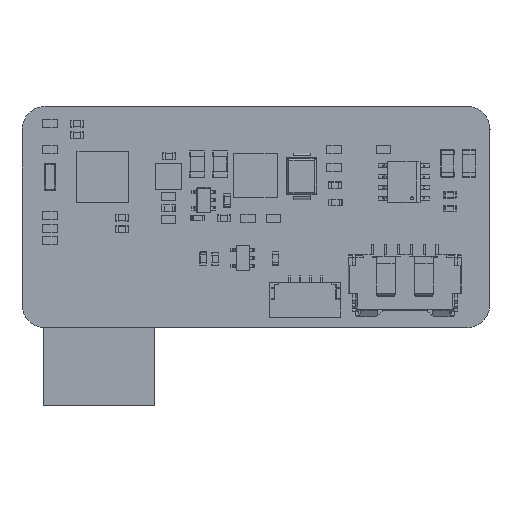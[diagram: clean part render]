
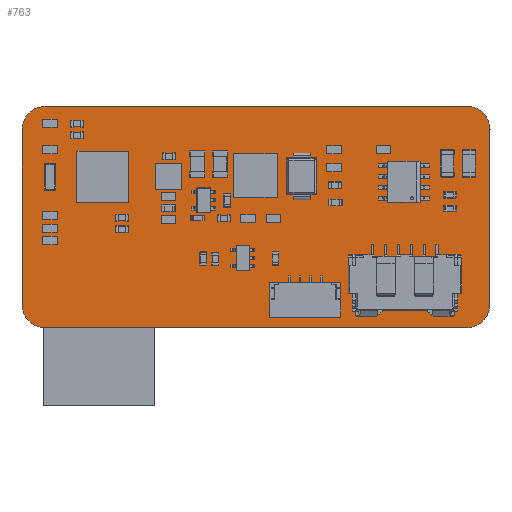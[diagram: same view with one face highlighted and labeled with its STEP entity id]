
A CAD part, top view. The second image highlights one B-rep face of the part: STEP entity #763.
In plain terms, the highlighted planar face has unit normal (0, 0, 1).
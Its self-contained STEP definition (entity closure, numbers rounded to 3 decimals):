
#228 = VERTEX_POINT('',#229);
#229 = CARTESIAN_POINT('',(73.311,29.261,0.411));
#235 = EDGE_CURVE('',#228,#236,#238,.T.);
#236 = VERTEX_POINT('',#237);
#237 = CARTESIAN_POINT('',(76.061,26.511,0.411));
#238 = CIRCLE('',#239,2.748);
#239 = AXIS2_PLACEMENT_3D('',#240,#241,#242);
#240 = CARTESIAN_POINT('',(76.059,29.259,0.411));
#241 = DIRECTION('',(0.,0.,1.));
#242 = DIRECTION('',(-1.,0.001,0.));
#268 = EDGE_CURVE('',#236,#269,#271,.T.);
#269 = VERTEX_POINT('',#270);
#270 = CARTESIAN_POINT('',(76.127,26.52,0.411));
#271 = CIRCLE('',#272,0.225);
#272 = AXIS2_PLACEMENT_3D('',#273,#274,#275);
#273 = CARTESIAN_POINT('',(76.064,26.736,0.411));
#274 = DIRECTION('',(0.,0.,1.));
#275 = DIRECTION('',(-0.013,-1.,0.));
#301 = EDGE_CURVE('',#269,#302,#304,.T.);
#302 = VERTEX_POINT('',#303);
#303 = CARTESIAN_POINT('',(125.292,26.521,0.411));
#304 = LINE('',#305,#306);
#305 = CARTESIAN_POINT('',(76.127,26.52,0.411));
#306 = VECTOR('',#307,1.);
#307 = DIRECTION('',(1.,0.,0.));
#332 = EDGE_CURVE('',#302,#333,#335,.T.);
#333 = VERTEX_POINT('',#334);
#334 = CARTESIAN_POINT('',(128.018,29.184,0.411));
#335 = CIRCLE('',#336,2.751);
#336 = AXIS2_PLACEMENT_3D('',#337,#338,#339);
#337 = CARTESIAN_POINT('',(125.269,29.271,0.411));
#338 = DIRECTION('',(0.,0.,1.));
#339 = DIRECTION('',(0.008,-1.,0.));
#365 = EDGE_CURVE('',#333,#366,#368,.T.);
#366 = VERTEX_POINT('',#367);
#367 = CARTESIAN_POINT('',(128.02,29.22,0.411));
#368 = CIRCLE('',#369,0.163);
#369 = AXIS2_PLACEMENT_3D('',#370,#371,#372);
#370 = CARTESIAN_POINT('',(127.857,29.211,0.411));
#371 = DIRECTION('',(0.,0.,1.));
#372 = DIRECTION('',(0.986,-0.165,0.));
#398 = EDGE_CURVE('',#366,#399,#401,.T.);
#399 = VERTEX_POINT('',#400);
#400 = CARTESIAN_POINT('',(128.02,49.599,0.411));
#401 = LINE('',#402,#403);
#402 = CARTESIAN_POINT('',(128.02,29.22,0.411));
#403 = VECTOR('',#404,1.);
#404 = DIRECTION('',(0.,1.,0.));
#429 = EDGE_CURVE('',#399,#430,#432,.T.);
#430 = VERTEX_POINT('',#431);
#431 = CARTESIAN_POINT('',(128.02,49.619,0.411));
#432 = LINE('',#433,#434);
#433 = CARTESIAN_POINT('',(128.02,49.599,0.411));
#434 = VECTOR('',#435,1.);
#435 = DIRECTION('',(0.,1.,0.));
#460 = EDGE_CURVE('',#430,#461,#463,.T.);
#461 = VERTEX_POINT('',#462);
#462 = CARTESIAN_POINT('',(128.029,49.689,0.411));
#463 = CIRCLE('',#464,0.254);
#464 = AXIS2_PLACEMENT_3D('',#465,#466,#467);
#465 = CARTESIAN_POINT('',(127.775,49.686,0.411));
#466 = DIRECTION('',(0.,0.,1.));
#467 = DIRECTION('',(0.964,-0.264,0.));
#493 = EDGE_CURVE('',#461,#494,#496,.T.);
#494 = VERTEX_POINT('',#495);
#495 = CARTESIAN_POINT('',(125.279,52.439,0.411));
#496 = CIRCLE('',#497,2.748);
#497 = AXIS2_PLACEMENT_3D('',#498,#499,#500);
#498 = CARTESIAN_POINT('',(125.281,49.691,0.411));
#499 = DIRECTION('',(0.,0.,1.));
#500 = DIRECTION('',(1.,-0.001,0.));
#526 = EDGE_CURVE('',#494,#527,#529,.T.);
#527 = VERTEX_POINT('',#528);
#528 = CARTESIAN_POINT('',(125.189,52.43,0.411));
#529 = CIRCLE('',#530,0.651);
#530 = AXIS2_PLACEMENT_3D('',#531,#532,#533);
#531 = CARTESIAN_POINT('',(125.299,51.788,0.411));
#532 = DIRECTION('',(0.,0.,1.));
#533 = DIRECTION('',(-0.03,1.,0.));
#559 = EDGE_CURVE('',#527,#560,#562,.T.);
#560 = VERTEX_POINT('',#561);
#561 = CARTESIAN_POINT('',(76.08,52.43,0.411));
#562 = LINE('',#563,#564);
#563 = CARTESIAN_POINT('',(125.189,52.43,0.411));
#564 = VECTOR('',#565,1.);
#565 = DIRECTION('',(-1.,0.,0.));
#590 = EDGE_CURVE('',#560,#591,#593,.T.);
#591 = VERTEX_POINT('',#592);
#592 = CARTESIAN_POINT('',(76.004,52.419,0.411));
#593 = CIRCLE('',#594,0.299);
#594 = AXIS2_PLACEMENT_3D('',#595,#596,#597);
#595 = CARTESIAN_POINT('',(76.085,52.131,0.411));
#596 = DIRECTION('',(0.,0.,1.));
#597 = DIRECTION('',(-0.015,1.,0.));
#623 = EDGE_CURVE('',#591,#624,#626,.T.);
#624 = VERTEX_POINT('',#625);
#625 = CARTESIAN_POINT('',(73.321,49.696,0.411));
#626 = CIRCLE('',#627,2.75);
#627 = AXIS2_PLACEMENT_3D('',#628,#629,#630);
#628 = CARTESIAN_POINT('',(76.071,49.67,0.411));
#629 = DIRECTION('',(0.,0.,1.));
#630 = DIRECTION('',(-0.024,1.,0.));
#656 = EDGE_CURVE('',#624,#657,#659,.T.);
#657 = VERTEX_POINT('',#658);
#658 = CARTESIAN_POINT('',(73.32,49.67,0.411));
#659 = CIRCLE('',#660,0.17);
#660 = AXIS2_PLACEMENT_3D('',#661,#662,#663);
#661 = CARTESIAN_POINT('',(73.49,49.676,0.411));
#662 = DIRECTION('',(0.,0.,1.));
#663 = DIRECTION('',(-0.993,0.115,0.));
#689 = EDGE_CURVE('',#657,#690,#692,.T.);
#690 = VERTEX_POINT('',#691);
#691 = CARTESIAN_POINT('',(73.32,29.328,0.411));
#692 = LINE('',#693,#694);
#693 = CARTESIAN_POINT('',(73.32,49.67,0.411));
#694 = VECTOR('',#695,1.);
#695 = DIRECTION('',(0.,-1.,0.));
#720 = EDGE_CURVE('',#690,#228,#721,.T.);
#721 = CIRCLE('',#722,0.226);
#722 = AXIS2_PLACEMENT_3D('',#723,#724,#725);
#723 = CARTESIAN_POINT('',(73.537,29.265,0.411));
#724 = DIRECTION('',(0.,0.,1.));
#725 = DIRECTION('',(-0.96,0.28,0.));
#763 = ADVANCED_FACE('',(#764),#782,.F.);
#764 = FACE_BOUND('',#765,.T.);
#765 = EDGE_LOOP('',(#766,#767,#768,#769,#770,#771,#772,#773,#774,#775,
    #776,#777,#778,#779,#780,#781));
#766 = ORIENTED_EDGE('',*,*,#235,.T.);
#767 = ORIENTED_EDGE('',*,*,#268,.T.);
#768 = ORIENTED_EDGE('',*,*,#301,.T.);
#769 = ORIENTED_EDGE('',*,*,#332,.T.);
#770 = ORIENTED_EDGE('',*,*,#365,.T.);
#771 = ORIENTED_EDGE('',*,*,#398,.T.);
#772 = ORIENTED_EDGE('',*,*,#429,.T.);
#773 = ORIENTED_EDGE('',*,*,#460,.T.);
#774 = ORIENTED_EDGE('',*,*,#493,.T.);
#775 = ORIENTED_EDGE('',*,*,#526,.T.);
#776 = ORIENTED_EDGE('',*,*,#559,.T.);
#777 = ORIENTED_EDGE('',*,*,#590,.T.);
#778 = ORIENTED_EDGE('',*,*,#623,.T.);
#779 = ORIENTED_EDGE('',*,*,#656,.T.);
#780 = ORIENTED_EDGE('',*,*,#689,.T.);
#781 = ORIENTED_EDGE('',*,*,#720,.T.);
#782 = PLANE('',#783);
#783 = AXIS2_PLACEMENT_3D('',#784,#785,#786);
#784 = CARTESIAN_POINT('',(73.311,29.261,0.411));
#785 = DIRECTION('',(0.,0.,-1.));
#786 = DIRECTION('',(-1.,0.,0.));
